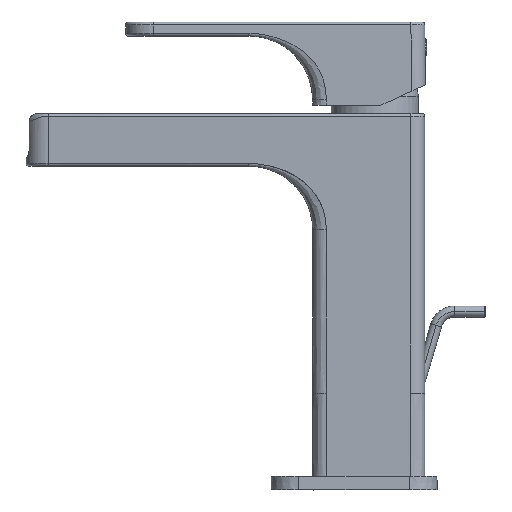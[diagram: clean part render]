
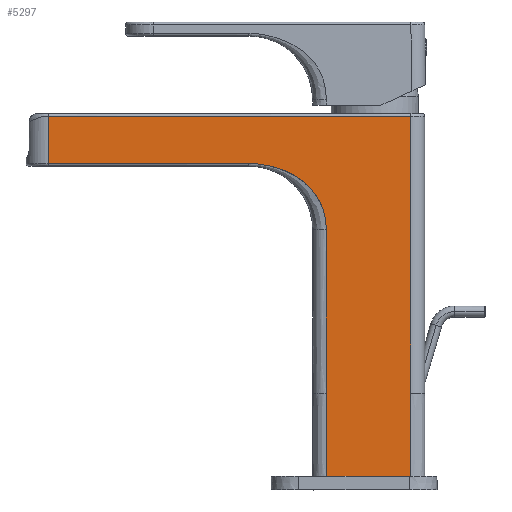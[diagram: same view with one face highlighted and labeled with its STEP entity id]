
A CAD part, left-side view. The second image highlights one B-rep face of the part: STEP entity #5297.
In plain terms, the highlighted planar face has unit normal (-1, 0, 0).
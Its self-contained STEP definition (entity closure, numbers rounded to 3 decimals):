
#5203=CARTESIAN_POINT('Axis2P3D Location',(-18.,0.,0.)) ;
#5208=CARTESIAN_POINT('Line Origine',(-18.,2.25,-30.)) ;
#5212=CARTESIAN_POINT('Vertex',(-18.,17.5,-30.)) ;
#5214=CARTESIAN_POINT('Vertex',(-18.,-13.,-30.)) ;
#5217=CARTESIAN_POINT('Line Origine',(-18.,-13.,-15.)) ;
#5221=CARTESIAN_POINT('Vertex',(-18.,-13.,0.)) ;
#5224=CARTESIAN_POINT('Line Origine',(-18.,-13.,50.)) ;
#5228=CARTESIAN_POINT('Vertex',(-18.,-13.,100.)) ;
#5231=CARTESIAN_POINT('Line Origine',(-18.,52.5,100.)) ;
#5235=CARTESIAN_POINT('Vertex',(-18.,118.,100.)) ;
#5238=CARTESIAN_POINT('Line Origine',(-18.,118.,91.5)) ;
#5242=CARTESIAN_POINT('Vertex',(-18.,118.,83.)) ;
#5245=CARTESIAN_POINT('Line Origine',(-18.,81.75,83.)) ;
#5249=CARTESIAN_POINT('Vertex',(-18.,45.5,83.)) ;
#5253=CARTESIAN_POINT('Control Point',(-18.,17.5,59.)) ;
#5254=CARTESIAN_POINT('Control Point',(-18.,17.5,60.584)) ;
#5255=CARTESIAN_POINT('Control Point',(-18.,17.613,62.18)) ;
#5256=CARTESIAN_POINT('Control Point',(-18.,17.876,63.776)) ;
#5257=CARTESIAN_POINT('Control Point',(-18.,18.768,67.111)) ;
#5258=CARTESIAN_POINT('Control Point',(-18.,20.331,70.222)) ;
#5259=CARTESIAN_POINT('Control Point',(-18.,21.339,71.779)) ;
#5260=CARTESIAN_POINT('Control Point',(-18.,23.757,74.788)) ;
#5261=CARTESIAN_POINT('Control Point',(-18.,26.722,77.244)) ;
#5262=CARTESIAN_POINT('Control Point',(-18.,28.384,78.361)) ;
#5263=CARTESIAN_POINT('Control Point',(-18.,31.652,80.142)) ;
#5264=CARTESIAN_POINT('Control Point',(-18.,35.107,81.381)) ;
#5265=CARTESIAN_POINT('Control Point',(-18.,36.731,81.845)) ;
#5266=CARTESIAN_POINT('Control Point',(-18.,39.475,82.468)) ;
#5267=CARTESIAN_POINT('Control Point',(-18.,42.218,82.833)) ;
#5268=CARTESIAN_POINT('Control Point',(-18.,43.317,82.939)) ;
#5269=CARTESIAN_POINT('Control Point',(-18.,44.413,83.)) ;
#5270=CARTESIAN_POINT('Control Point',(-18.,45.5,83.)) ;
#5271=CARTESIAN_POINT('Vertex',(-18.,17.5,59.)) ;
#5274=CARTESIAN_POINT('Line Origine',(-18.,17.5,29.5)) ;
#5278=CARTESIAN_POINT('Vertex',(-18.,17.5,0.)) ;
#5281=CARTESIAN_POINT('Line Origine',(-18.,17.5,-15.)) ;
#5210=VECTOR('Line Direction',#5209,1.) ;
#5219=VECTOR('Line Direction',#5218,1.) ;
#5226=VECTOR('Line Direction',#5225,1.) ;
#5233=VECTOR('Line Direction',#5232,1.) ;
#5240=VECTOR('Line Direction',#5239,1.) ;
#5247=VECTOR('Line Direction',#5246,1.) ;
#5276=VECTOR('Line Direction',#5275,1.) ;
#5283=VECTOR('Line Direction',#5282,1.) ;
#5204=DIRECTION('Axis2P3D Direction',(1.,0.,0.)) ;
#5205=DIRECTION('Axis2P3D XDirection',(0.,1.,0.)) ;
#5209=DIRECTION('Vector Direction',(0.,1.,0.)) ;
#5218=DIRECTION('Vector Direction',(0.,0.,1.)) ;
#5225=DIRECTION('Vector Direction',(0.,0.,1.)) ;
#5232=DIRECTION('Vector Direction',(0.,-1.,0.)) ;
#5239=DIRECTION('Vector Direction',(0.,0.,1.)) ;
#5246=DIRECTION('Vector Direction',(0.,1.,0.)) ;
#5275=DIRECTION('Vector Direction',(0.,0.,1.)) ;
#5282=DIRECTION('Vector Direction',(0.,0.,1.)) ;
#5206=AXIS2_PLACEMENT_3D('Plane Axis2P3D',#5203,#5204,#5205) ;
#5211=LINE('Line',#5208,#5210) ;
#5220=LINE('Line',#5217,#5219) ;
#5227=LINE('Line',#5224,#5226) ;
#5234=LINE('Line',#5231,#5233) ;
#5241=LINE('Line',#5238,#5240) ;
#5248=LINE('Line',#5245,#5247) ;
#5277=LINE('Line',#5274,#5276) ;
#5284=LINE('Line',#5281,#5283) ;
#5207=PLANE('',#5206) ;
#5216=EDGE_CURVE('',#5213,#5215,#5211,.F.) ;
#5223=EDGE_CURVE('',#5215,#5222,#5220,.T.) ;
#5230=EDGE_CURVE('',#5222,#5229,#5227,.T.) ;
#5237=EDGE_CURVE('',#5229,#5236,#5234,.F.) ;
#5244=EDGE_CURVE('',#5236,#5243,#5241,.F.) ;
#5251=EDGE_CURVE('',#5243,#5250,#5248,.F.) ;
#5273=EDGE_CURVE('',#5250,#5272,#5252,.F.) ;
#5280=EDGE_CURVE('',#5272,#5279,#5277,.F.) ;
#5285=EDGE_CURVE('',#5279,#5213,#5284,.F.) ;
#5287=ORIENTED_EDGE('',*,*,#5216,.T.) ;
#5288=ORIENTED_EDGE('',*,*,#5223,.T.) ;
#5289=ORIENTED_EDGE('',*,*,#5230,.T.) ;
#5290=ORIENTED_EDGE('',*,*,#5237,.T.) ;
#5291=ORIENTED_EDGE('',*,*,#5244,.T.) ;
#5292=ORIENTED_EDGE('',*,*,#5251,.T.) ;
#5293=ORIENTED_EDGE('',*,*,#5273,.T.) ;
#5294=ORIENTED_EDGE('',*,*,#5280,.T.) ;
#5295=ORIENTED_EDGE('',*,*,#5285,.T.) ;
#5286=EDGE_LOOP('',(#5287,#5288,#5289,#5290,#5291,#5292,#5293,#5294,#5295)) ;
#5213=VERTEX_POINT('',#5212) ;
#5215=VERTEX_POINT('',#5214) ;
#5222=VERTEX_POINT('',#5221) ;
#5229=VERTEX_POINT('',#5228) ;
#5236=VERTEX_POINT('',#5235) ;
#5243=VERTEX_POINT('',#5242) ;
#5250=VERTEX_POINT('',#5249) ;
#5272=VERTEX_POINT('',#5271) ;
#5279=VERTEX_POINT('',#5278) ;
#5297=ADVANCED_FACE('Superficie.382',(#5296),#5207,.F.) ;
#5252=B_SPLINE_CURVE_WITH_KNOTS('',5,(#5253,#5254,#5255,#5256,#5257,#5258,#5259,#5260,#5261,#5262,#5263,#5264,#5265,#5266,#5267,#5268,#5269,#5270),.UNSPECIFIED.,.F.,.U.,(6,3,3,3,3,6),(0.,11.281,24.026,37.906,50.049,58.217),.UNSPECIFIED.) ;
#5296=FACE_OUTER_BOUND('',#5286,.T.) ;
